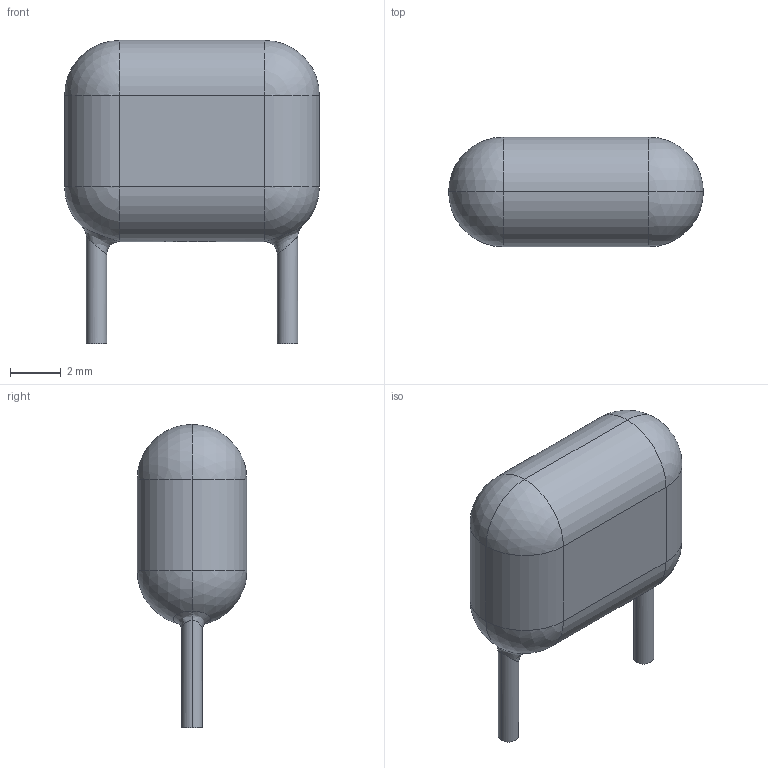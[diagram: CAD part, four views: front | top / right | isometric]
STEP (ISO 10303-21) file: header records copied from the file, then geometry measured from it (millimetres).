
FILE_DESCRIPTION (( 'STEP AP214' ), '1' );
FILE_NAME ('CAP-TH_L10.0-W4.3-H7.9-P7.5.step', '2022-07-01T07:39:51', ( '' ), ( '' ), 'SwSTEP 2.0', 'SolidWorks 2020', '' );
FILE_SCHEMA (( 'AUTOMOTIVE_DESIGN' ));
Length unit declared in the file: millimetre
Products named in the file (1): CAP-TH_L10.0-W4.3-H7.9-P7.5
Bounding box: 10 x 4.3 x 11.9 mm (x, y, z)
Volume: 269.3 mm3; surface area: 245.6 mm2
Topology: 1 solids, 1 shells, 330 faces, 881 edges, 564 vertices
Faces by surface type: plane 165, bspline 131, cylinder 26, sphere 8
Entity records: 15426 total; most frequent: CARTESIAN_POINT 4774, ORIENTED_EDGE 1746, DIRECTION 901, EDGE_CURVE 873, VERTEX_POINT 564, VECTOR 445, LINE 445, B_SPLINE_CURVE_WITH_KNOTS 400
